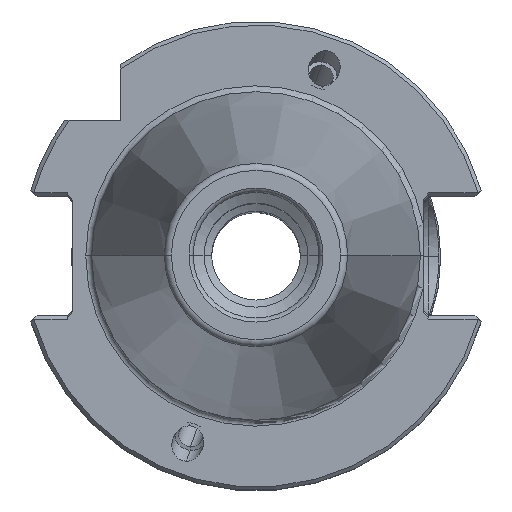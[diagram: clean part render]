
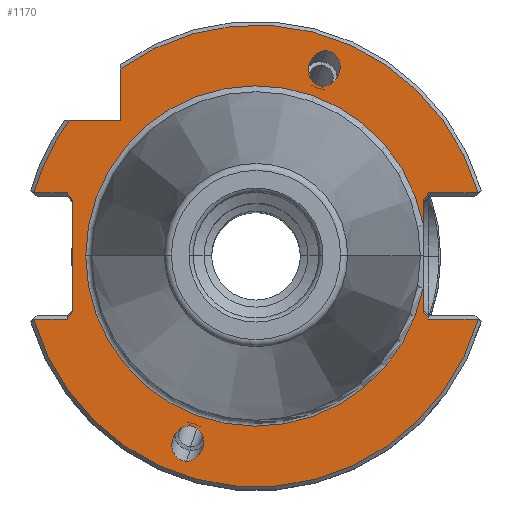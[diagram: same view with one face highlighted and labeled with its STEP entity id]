
A CAD part, top view. The second image highlights one B-rep face of the part: STEP entity #1170.
In plain terms, the highlighted planar face has unit normal (0, 0, 1).
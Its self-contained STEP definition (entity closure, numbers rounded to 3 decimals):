
#1096=VERTEX_POINT('NONE',#3125);
#1116=EDGE_CURVE('NONE',#2280,#1560,#3145,.T.);
#1170=ADVANCED_FACE('NONE',(#3202,#3203,#3204),#3205,.T.);
#1190=VERTEX_POINT('NONE',#3227);
#1226=VERTEX_POINT('NONE',#3268);
#1320=VERTEX_POINT('NONE',#3369);
#1334=EDGE_CURVE('NONE',#2218,#1984,#3385,.T.);
#1376=EDGE_CURVE('NONE',#2264,#2890,#3429,.T.);
#1396=EDGE_CURVE('NONE',#1226,#2304,#3452,.T.);
#1440=EDGE_CURVE('NONE',#1914,#2734,#3500,.T.);
#1522=VERTEX_POINT('NONE',#3586);
#1542=VERTEX_POINT('NONE',#3608);
#1550=VERTEX_POINT('NONE',#3616);
#1554=EDGE_CURVE('NONE',#1542,#2930,#3620,.T.);
#1560=VERTEX_POINT('NONE',#3626);
#1586=VERTEX_POINT('NONE',#3655);
#1596=EDGE_CURVE('NONE',#1560,#2280,#3665,.T.);
#1678=EDGE_CURVE('NONE',#2304,#2218,#3760,.T.);
#1726=EDGE_CURVE('NONE',#1984,#1522,#3815,.T.);
#1794=EDGE_CURVE('NONE',#1550,#2890,#3892,.T.);
#1866=EDGE_CURVE('NONE',#2594,#1226,#3972,.T.);
#1894=EDGE_CURVE('NONE',#2984,#1096,#4005,.T.);
#1914=VERTEX_POINT('NONE',#4029);
#1984=VERTEX_POINT('NONE',#4109);
#2194=EDGE_CURVE('NONE',#2264,#1096,#4355,.T.);
#2218=VERTEX_POINT('NONE',#4379);
#2254=EDGE_CURVE('NONE',#1914,#2354,#4418,.T.);
#2264=VERTEX_POINT('NONE',#4428);
#2274=EDGE_CURVE('NONE',#2594,#2984,#4439,.T.);
#2280=VERTEX_POINT('NONE',#4446);
#2288=EDGE_CURVE('NONE',#1586,#2734,#4454,.T.);
#2304=VERTEX_POINT('NONE',#4471);
#2354=VERTEX_POINT('NONE',#4526);
#2406=VERTEX_POINT('NONE',#4587);
#2456=EDGE_CURVE('NONE',#2406,#1190,#4640,.T.);
#2594=VERTEX_POINT('NONE',#4791);
#2668=EDGE_CURVE('NONE',#1550,#1190,#4869,.T.);
#2734=VERTEX_POINT('NONE',#4944);
#2750=EDGE_CURVE('NONE',#2930,#1542,#4961,.T.);
#2756=EDGE_CURVE('NONE',#1586,#2406,#4967,.T.);
#2844=EDGE_CURVE('NONE',#1522,#1320,#5066,.T.);
#2890=VERTEX_POINT('NONE',#5119);
#2910=EDGE_CURVE('NONE',#1320,#2354,#5141,.T.);
#2930=VERTEX_POINT('NONE',#5163);
#2984=VERTEX_POINT('NONE',#5225);
#3125=CARTESIAN_POINT('',(-18.35,25.295,-3.2));
#3145=(B_SPLINE_CURVE(3,(#5422,#5423,#5424,#5425),.UNSPECIFIED.,.F.,.F.)B_SPLINE_CURVE_WITH_KNOTS((4,4),(5.978,9.119),.UNSPECIFIED.)RATIONAL_B_SPLINE_CURVE((1.0,0.333,0.333,1.0))BOUNDED_CURVE()REPRESENTATION_ITEM('')GEOMETRIC_REPRESENTATION_ITEM()CURVE());
#3202=FACE_OUTER_BOUND('',#5514,.T.);
#3203=FACE_BOUND('',#5515,.T.);
#3204=FACE_BOUND('',#5516,.T.);
#3205=PLANE('',#5517);
#3227=CARTESIAN_POINT('',(22.6,4.403,-3.2));
#3268=CARTESIAN_POINT('',(-30.058,8.55,-3.2));
#3369=CARTESIAN_POINT('',(-30.058,-8.55,-3.2));
#3385=LINE('',#5814,#5815);
#3429=LINE('',#5882,#5883);
#3452=LINE('',#5923,#5924);
#3500=LINE('',#5985,#5986);
#3586=CARTESIAN_POINT('',(-25.55,-8.55,-3.2));
#3608=CARTESIAN_POINT('',(9.037,22.983,-3.2));
#3616=CARTESIAN_POINT('',(22.6,7.489,-3.2));
#3620=(B_SPLINE_CURVE(3,(#6196,#6197,#6198,#6199),.UNSPECIFIED.,.F.,.F.)B_SPLINE_CURVE_WITH_KNOTS((4,4),(2.836,5.978),.UNSPECIFIED.)RATIONAL_B_SPLINE_CURVE((1.0,0.333,0.333,1.0))BOUNDED_CURVE()REPRESENTATION_ITEM('')GEOMETRIC_REPRESENTATION_ITEM()CURVE());
#3626=CARTESIAN_POINT('',(-9.037,-22.983,-3.2));
#3655=CARTESIAN_POINT('',(22.6,-4.403,-3.2));
#3665=(B_SPLINE_CURVE(3,(#6283,#6284,#6285,#6286),.UNSPECIFIED.,.F.,.F.)B_SPLINE_CURVE_WITH_KNOTS((4,4),(2.836,5.978),.UNSPECIFIED.)RATIONAL_B_SPLINE_CURVE((1.0,0.333,0.333,1.0))BOUNDED_CURVE()REPRESENTATION_ITEM('')GEOMETRIC_REPRESENTATION_ITEM()CURVE());
#3760=LINE('',#6459,#6460);
#3815=LINE('',#6541,#6542);
#3892=LINE('',#6655,#6656);
#3972=CIRCLE('',#6799,31.25);
#4005=LINE('',#6842,#6843);
#4029=CARTESIAN_POINT('',(23.35,-8.55,-3.2));
#4109=CARTESIAN_POINT('',(-24.8,-7.489,-3.2));
#4355=CIRCLE('',#7416,31.25);
#4379=CARTESIAN_POINT('',(-24.8,7.489,-3.2));
#4418=LINE('',#7549,#7550);
#4428=CARTESIAN_POINT('',(30.058,8.55,-3.2));
#4439=LINE('',#7576,#7577);
#4446=CARTESIAN_POINT('',(-9.432,-27.761,-3.2));
#4454=LINE('',#7597,#7598);
#4471=CARTESIAN_POINT('',(-25.55,8.55,-3.2));
#4526=CARTESIAN_POINT('',(30.058,-8.55,-3.2));
#4587=CARTESIAN_POINT('',(-23.025,0.,-3.2));
#4640=CIRCLE('',#7889,23.025);
#4791=CARTESIAN_POINT('',(-25.295,18.35,-3.2));
#4869=LINE('',#8254,#8255);
#4944=CARTESIAN_POINT('',(22.6,-7.489,-3.2));
#4961=(B_SPLINE_CURVE(3,(#8400,#8401,#8402,#8403),.UNSPECIFIED.,.F.,.F.)B_SPLINE_CURVE_WITH_KNOTS((4,4),(5.978,9.119),.UNSPECIFIED.)RATIONAL_B_SPLINE_CURVE((1.0,0.333,0.333,1.0))BOUNDED_CURVE()REPRESENTATION_ITEM('')GEOMETRIC_REPRESENTATION_ITEM()CURVE());
#4967=CIRCLE('',#8416,23.025);
#5066=LINE('',#8600,#8601);
#5119=CARTESIAN_POINT('',(23.35,8.55,-3.2));
#5141=CIRCLE('',#8700,31.25);
#5163=CARTESIAN_POINT('',(9.432,27.761,-3.2));
#5225=CARTESIAN_POINT('',(-18.35,18.35,-3.2));
#5422=CARTESIAN_POINT('',(-9.432,-27.761,-3.2));
#5423=CARTESIAN_POINT('',(-13.695,-27.761,-3.2));
#5424=CARTESIAN_POINT('',(-13.3,-22.983,-3.2));
#5425=CARTESIAN_POINT('',(-9.037,-22.983,-3.2));
#5514=EDGE_LOOP('',(#9015,#9016,#9017,#9018,#9019,#9020,#9021,#9022,#9023,#9024,#9025,#9026,#9027,#9028,#9029,#9030,#9031,#9032));
#5515=EDGE_LOOP('',(#9033,#9034));
#5516=EDGE_LOOP('',(#9035,#9036));
#5517=AXIS2_PLACEMENT_3D('',#9037,#9038,#9039);
#5814=CARTESIAN_POINT('',(-24.8,-52.225,-3.2));
#5815=VECTOR('',#9227,1000.0);
#5882=CARTESIAN_POINT('',(0.,8.55,-3.2));
#5883=VECTOR('',#9260,1000.0);
#5923=CARTESIAN_POINT('',(0.,8.55,-3.2));
#5924=VECTOR('',#9284,1000.0);
#5985=CARTESIAN_POINT('',(23.114,-8.217,-3.2));
#5986=VECTOR('',#9333,1000.0);
#6196=CARTESIAN_POINT('',(9.037,22.983,-3.2));
#6197=CARTESIAN_POINT('',(4.774,22.983,-3.2));
#6198=CARTESIAN_POINT('',(5.169,27.761,-3.2));
#6199=CARTESIAN_POINT('',(9.432,27.761,-3.2));
#6283=CARTESIAN_POINT('',(-9.037,-22.983,-3.2));
#6284=CARTESIAN_POINT('',(-4.774,-22.983,-3.2));
#6285=CARTESIAN_POINT('',(-5.169,-27.761,-3.2));
#6286=CARTESIAN_POINT('',(-9.432,-27.761,-3.2));
#6459=CARTESIAN_POINT('',(-19.157,-0.49,-3.2));
#6460=VECTOR('',#9611,1000.0);
#6541=CARTESIAN_POINT('',(-19.157,0.49,-3.2));
#6542=VECTOR('',#9686,1000.0);
#6655=CARTESIAN_POINT('',(23.114,8.217,-3.2));
#6656=VECTOR('',#9792,1000.0);
#6799=AXIS2_PLACEMENT_3D('',#9886,#9887,#9888);
#6842=CARTESIAN_POINT('',(-18.35,18.35,-3.2));
#6843=VECTOR('',#9937,1000.0);
#7416=AXIS2_PLACEMENT_3D('',#10450,#10451,#10452);
#7549=CARTESIAN_POINT('',(0.,-8.55,-3.2));
#7550=VECTOR('',#10498,1000.0);
#7576=CARTESIAN_POINT('',(-38.35,18.35,-3.2));
#7577=VECTOR('',#10508,1000.0);
#7597=CARTESIAN_POINT('',(22.6,-52.225,-3.2));
#7598=VECTOR('',#10524,1000.0);
#7889=AXIS2_PLACEMENT_3D('',#10747,#10748,#10749);
#8254=CARTESIAN_POINT('',(22.6,-52.225,-3.2));
#8255=VECTOR('',#10976,1000.0);
#8400=CARTESIAN_POINT('',(9.432,27.761,-3.2));
#8401=CARTESIAN_POINT('',(13.695,27.761,-3.2));
#8402=CARTESIAN_POINT('',(13.3,22.983,-3.2));
#8403=CARTESIAN_POINT('',(9.037,22.983,-3.2));
#8416=AXIS2_PLACEMENT_3D('',#11083,#11084,#11085);
#8600=CARTESIAN_POINT('',(0.,-8.55,-3.2));
#8601=VECTOR('',#11208,1000.0);
#8700=AXIS2_PLACEMENT_3D('',#11300,#11301,#11302);
#9015=ORIENTED_EDGE('',*,*,#2844,.T.);
#9016=ORIENTED_EDGE('',*,*,#2910,.T.);
#9017=ORIENTED_EDGE('',*,*,#2254,.F.);
#9018=ORIENTED_EDGE('',*,*,#1440,.T.);
#9019=ORIENTED_EDGE('',*,*,#2288,.F.);
#9020=ORIENTED_EDGE('',*,*,#2756,.T.);
#9021=ORIENTED_EDGE('',*,*,#2456,.T.);
#9022=ORIENTED_EDGE('',*,*,#2668,.F.);
#9023=ORIENTED_EDGE('',*,*,#1794,.T.);
#9024=ORIENTED_EDGE('',*,*,#1376,.F.);
#9025=ORIENTED_EDGE('',*,*,#2194,.T.);
#9026=ORIENTED_EDGE('',*,*,#1894,.F.);
#9027=ORIENTED_EDGE('',*,*,#2274,.F.);
#9028=ORIENTED_EDGE('',*,*,#1866,.T.);
#9029=ORIENTED_EDGE('',*,*,#1396,.T.);
#9030=ORIENTED_EDGE('',*,*,#1678,.T.);
#9031=ORIENTED_EDGE('',*,*,#1334,.T.);
#9032=ORIENTED_EDGE('',*,*,#1726,.T.);
#9033=ORIENTED_EDGE('',*,*,#1596,.T.);
#9034=ORIENTED_EDGE('',*,*,#1116,.T.);
#9035=ORIENTED_EDGE('',*,*,#1554,.T.);
#9036=ORIENTED_EDGE('',*,*,#2750,.T.);
#9037=CARTESIAN_POINT('',(0.,-52.225,-3.2));
#9038=DIRECTION('',(0.0,0.0,1.0));
#9039=DIRECTION('',(-1.0,0.,0.0));
#9227=DIRECTION('',(0.,-1.0,0.0));
#9260=DIRECTION('',(-1.0,0.,0.0));
#9284=DIRECTION('',(1.0,0.,-0.0));
#9333=DIRECTION('',(-0.577,0.816,0.0));
#9611=DIRECTION('',(0.577,-0.816,-0.0));
#9686=DIRECTION('',(-0.577,-0.816,0.0));
#9792=DIRECTION('',(0.577,0.816,0.0));
#9886=CARTESIAN_POINT('',(0.0,0.0,-3.2));
#9887=DIRECTION('',(0.0,0.0,1.0));
#9888=DIRECTION('',(-1.0,0.,0.0));
#9937=DIRECTION('',(0.,1.0,0.0));
#10450=CARTESIAN_POINT('',(0.0,0.0,-3.2));
#10451=DIRECTION('',(0.0,0.0,1.0));
#10452=DIRECTION('',(-1.0,0.,0.0));
#10498=DIRECTION('',(1.0,0.,-0.0));
#10508=DIRECTION('',(1.0,0.,0.0));
#10524=DIRECTION('',(0.,-1.0,0.0));
#10747=CARTESIAN_POINT('',(0.0,0.0,-3.2));
#10748=DIRECTION('',(0.0,0.0,-1.0));
#10749=DIRECTION('',(-1.0,0.,0.0));
#10976=DIRECTION('',(0.,-1.0,0.0));
#11083=CARTESIAN_POINT('',(0.0,0.0,-3.2));
#11084=DIRECTION('',(0.0,0.0,-1.0));
#11085=DIRECTION('',(-1.0,0.,0.0));
#11208=DIRECTION('',(-1.0,0.,0.0));
#11300=CARTESIAN_POINT('',(0.0,0.0,-3.2));
#11301=DIRECTION('',(0.0,0.0,1.0));
#11302=DIRECTION('',(-1.0,0.,0.0));
